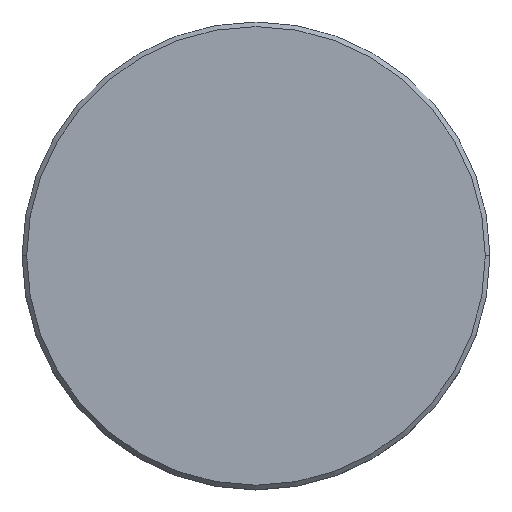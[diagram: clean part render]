
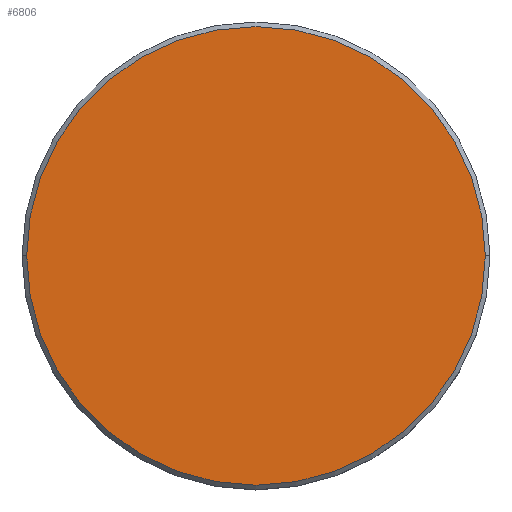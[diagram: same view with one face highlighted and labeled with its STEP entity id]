
A CAD part, top view. The second image highlights one B-rep face of the part: STEP entity #6806.
In plain terms, the highlighted planar face has unit normal (0, 0, 1).
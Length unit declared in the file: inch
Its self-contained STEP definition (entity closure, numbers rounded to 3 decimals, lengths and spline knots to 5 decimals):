
#794 = DIRECTION ( 'NONE',  ( 1., 0., 0. ) ) ;
#1099 = DIRECTION ( 'NONE',  ( 1., 0., 0. ) ) ;
#1988 = CARTESIAN_POINT ( 'NONE',  ( -2.39627, 0.81885, 0.82628 ) ) ;
#2113 = EDGE_CURVE ( 'NONE', #6957, #5491, #5007, .T. ) ;
#2177 = CIRCLE ( 'NONE', #7404, 0.49016 ) ;
#2193 = ORIENTED_EDGE ( 'NONE', *, *, #2113, .T. ) ;
#2422 = AXIS2_PLACEMENT_3D ( 'NONE', #1988, #8017, #2842 ) ;
#2829 = EDGE_CURVE ( 'NONE', #5491, #6957, #2177, .T. ) ;
#2842 = DIRECTION ( 'NONE',  ( 1., 0., 0. ) ) ;
#5007 = CIRCLE ( 'NONE', #2422, 0.49016 ) ;
#5367 = CARTESIAN_POINT ( 'NONE',  ( -2.39627, 0.81885, 0.82628 ) ) ;
#5386 = ORIENTED_EDGE ( 'NONE', *, *, #2829, .T. ) ;
#5444 = AXIS2_PLACEMENT_3D ( 'NONE', #5367, #6246, #1099 ) ;
#5491 = VERTEX_POINT ( 'NONE', #6558 ) ;
#5770 = EDGE_LOOP ( 'NONE', ( #2193, #5386 ) ) ;
#5923 = DIRECTION ( 'NONE',  ( 0., 0., 1. ) ) ;
#6246 = DIRECTION ( 'NONE',  ( 0., 0., 1. ) ) ;
#6558 = CARTESIAN_POINT ( 'NONE',  ( -1.90611, 0.81885, 0.82628 ) ) ;
#6806 = ADVANCED_FACE ( 'NONE', ( #9211 ), #10540, .T. ) ;
#6957 = VERTEX_POINT ( 'NONE', #8665 ) ;
#7404 = AXIS2_PLACEMENT_3D ( 'NONE', #11098, #5923, #794 ) ;
#8017 = DIRECTION ( 'NONE',  ( 0., 0., 1. ) ) ;
#8665 = CARTESIAN_POINT ( 'NONE',  ( -2.88643, 0.81885, 0.82628 ) ) ;
#9211 = FACE_OUTER_BOUND ( 'NONE', #5770, .T. ) ;
#10540 = PLANE ( 'NONE',  #5444 ) ;
#11098 = CARTESIAN_POINT ( 'NONE',  ( -2.39627, 0.81885, 0.82628 ) ) ;
